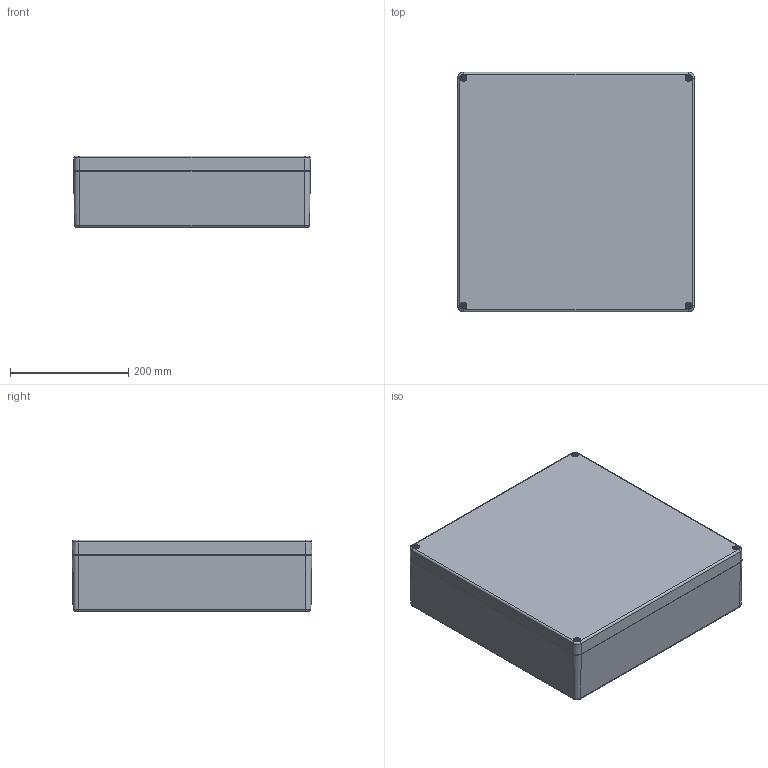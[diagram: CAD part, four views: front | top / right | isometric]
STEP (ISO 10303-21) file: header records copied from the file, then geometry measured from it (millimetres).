
FILE_DESCRIPTION((''),'2;1');
FILE_NAME('3211101850-MBP-Ex-leer_404012_VE.stp','2014-05-16T13:25:46',('robin.rentz'),(''),'Autodesk Inventor 2012','Autodesk Inventor 2012','');
FILE_SCHEMA(('AUTOMOTIVE_DESIGN { 1 0 10303 214 1 1 1 1 }'));
Length unit declared in the file: millimetre
Products named in the file (5): 3211101850-MBP-Ex-leer_404012_VE; 3211101850-UT_404012_VE; 3211101850-OT_404012_VE; Schraube BM 6x30; xxx-O-Ring-MBP_404012
Assembly tree (7 placements, depth 2):
  3211101850-MBP-Ex-leer_404012_VE
    3211101850-UT_404012_VE
    3211101850-OT_404012_VE
    Schraube BM 6x30  x4
    xxx-O-Ring-MBP_404012
Bounding box: 399.99 x 404.99 x 121 mm (x, y, z)
Volume: 3114314.3 mm3; surface area: 1052562.4 mm2
Topology: 7 solids, 7 shells, 1303 faces, 3274 edges, 2045 vertices
Faces by surface type: plane 428, bspline 296, torus 224, cylinder 206, cone 145, sphere 4
Full cylindrical faces by diameter (mm): 4.917 x10, 5 x4, 6 x4, 6.5 x4, 7 x4, 7.5 x4, 10 x4, 11 x4, 12 x4
Entity records: 36726 total; most frequent: CARTESIAN_POINT 10485, ORIENTED_EDGE 5682, DIRECTION 4794, EDGE_CURVE 2841, VERTEX_POINT 1819, AXIS2_PLACEMENT_3D 1704, VECTOR 1386, LINE 1386
